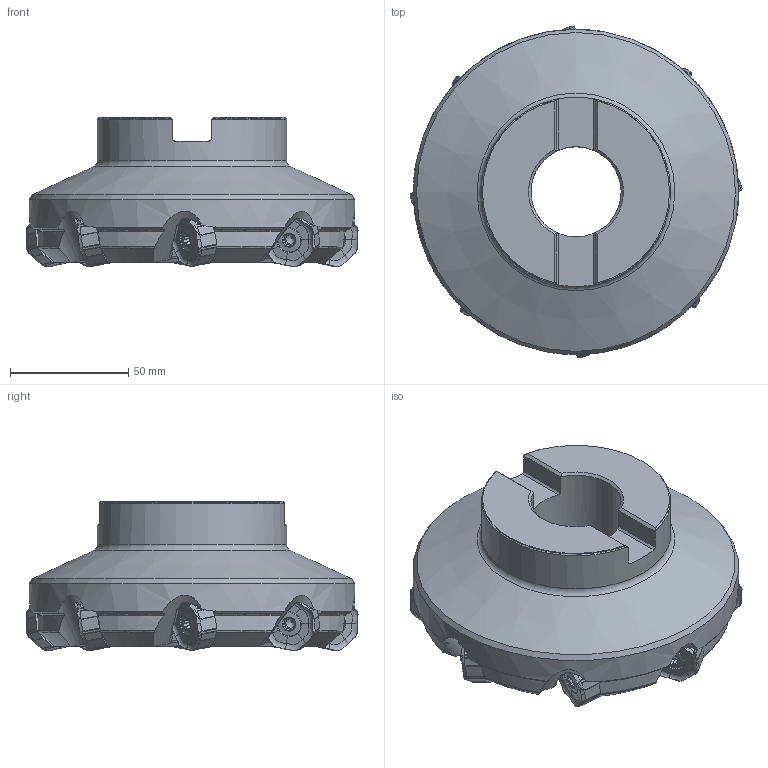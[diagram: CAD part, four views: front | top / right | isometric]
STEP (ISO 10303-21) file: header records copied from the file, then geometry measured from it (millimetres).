
FILE_DESCRIPTION(/* description */ (''),/* implementation_level */ '2;1');
FILE_NAME(/* name */ 'toolassembly_1.stp',/* time_stamp */ '2018-08-03T08:11:40+02:00',/* author */ (''),/* organization */ ('SMS'),/* preprocessor_version */ 'ST-DEVELOPER v15',/* originating_system */ 'SIEMENS PLM Software NX 8.5',/* authorisation */ '');
FILE_SCHEMA (('AUTOMOTIVE_DESIGN { 1 0 10303 214 3 1 1 1 }'));
Length unit declared in the file: millimetre
Products named in the file (4): ASSEMBLY_CONSTRUCTION; CUT_20180803081029; NOCUT_20180803081029; TOOLASSEMBLY_1
Assembly tree (10 placements, depth 2):
  TOOLASSEMBLY_1
    NOCUT_20180803081029
    CUT_20180803081029  x8
    ASSEMBLY_CONSTRUCTION
Bounding box: 140.24 x 140.24 x 62.95 mm (x, y, z)
Volume: 432469.5 mm3; surface area: 68677.6 mm2
Topology: 9 solids, 9 shells, 1501 faces, 4066 edges, 2610 vertices
Faces by surface type: plane 714, extrusion 264, bspline 232, cone 103, cylinder 86, torus 78, revolution 24
Full cylindrical faces by diameter (mm): 6.35 x8, 7 x8, 8.3 x8, 10 x8, 38.112 x1, 60 x1, 80 x1, 137.426 x1
Entity records: 38360 total; most frequent: CARTESIAN_POINT 21397, ORIENTED_EDGE 3574, DIRECTION 3182, EDGE_CURVE 1787, AXIS2_PLACEMENT_3D 1216, VERTEX_POINT 1188, EDGE_LOOP 827, VECTOR 726
